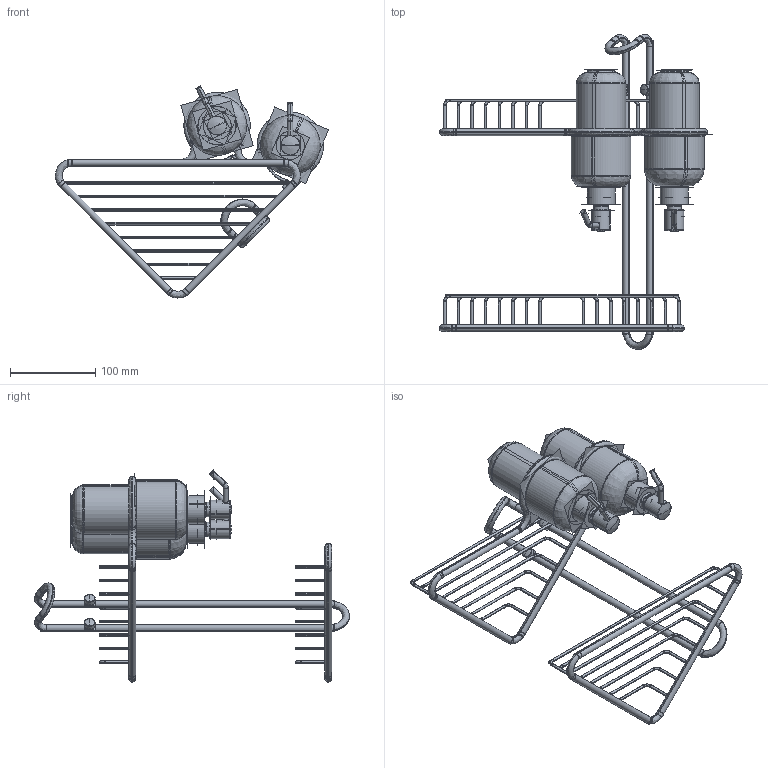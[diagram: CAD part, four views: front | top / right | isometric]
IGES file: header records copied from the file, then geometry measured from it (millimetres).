
Start section:  PTC IGES file: 0002004cw_asm.igs
Global section: file name: 0002004cw_asm.igs; native system: Creo Parametric by PTC Inc.; preprocessor: 2018020; author: 25393; organization: Unknown; date: 20191206.001655; units: millimetre
Bounding box: 320.84 x 369.93 x 248.94 mm (x, y, z)
Surface area: 330318.5 mm2 (no closed solid volume)
Topology: 0 solids, 0 shells, 1034 faces, 12040 edges, 15848 vertices
Faces by surface type: revolution 912, bspline 122
